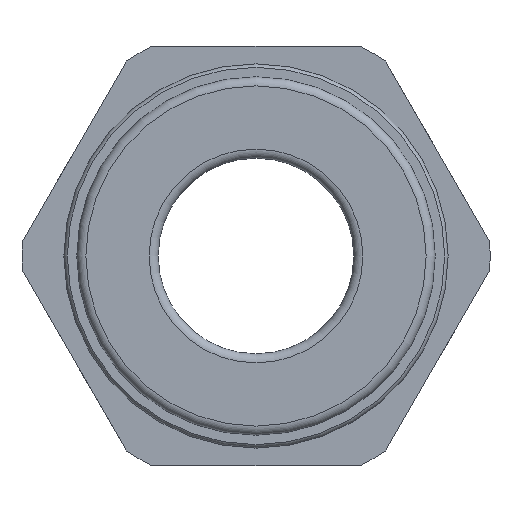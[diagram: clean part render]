
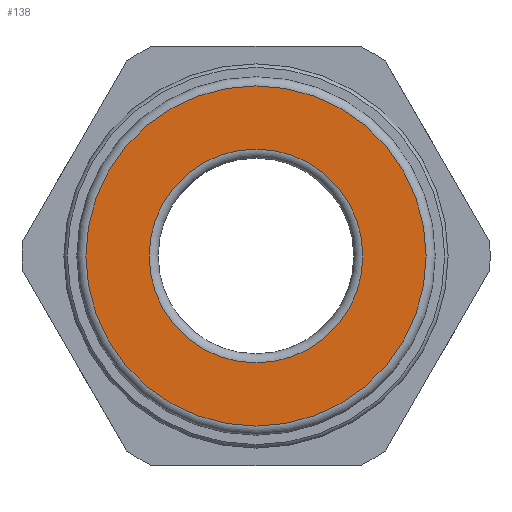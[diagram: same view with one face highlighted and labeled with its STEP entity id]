
A CAD part, left-side view. The second image highlights one B-rep face of the part: STEP entity #138.
In plain terms, the highlighted planar face has unit normal (-1, 0, 0).
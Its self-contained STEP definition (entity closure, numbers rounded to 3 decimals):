
#138 = ADVANCED_FACE( '', ( #335, #336 ), #337, .T. );
#335 = FACE_BOUND( '', #602, .T. );
#336 = FACE_OUTER_BOUND( '', #603, .T. );
#337 = PLANE( '', #604 );
#602 = EDGE_LOOP( '', ( #936 ) );
#603 = EDGE_LOOP( '', ( #937 ) );
#604 = AXIS2_PLACEMENT_3D( '', #938, #939, #940 );
#936 = ORIENTED_EDGE( '', *, *, #1477, .T. );
#937 = ORIENTED_EDGE( '', *, *, #1541, .F. );
#938 = CARTESIAN_POINT( '', ( 0., 24.35, 0. ) );
#939 = DIRECTION( '', ( -1., 0., 0. ) );
#940 = DIRECTION( '', ( 0., 0., 1. ) );
#1477 = EDGE_CURVE( '', #1739, #1739, #1740, .T. );
#1541 = EDGE_CURVE( '', #1847, #1847, #1848, .T. );
#1739 = VERTEX_POINT( '', #2137 );
#1740 = CIRCLE( '', #2138, 15.3 );
#1847 = VERTEX_POINT( '', #2313 );
#1848 = CIRCLE( '', #2314, 24.35 );
#2137 = CARTESIAN_POINT( '', ( 0., 0., -15.3 ) );
#2138 = AXIS2_PLACEMENT_3D( '', #2687, #2688, #2689 );
#2313 = CARTESIAN_POINT( '', ( 0., 0., -24.35 ) );
#2314 = AXIS2_PLACEMENT_3D( '', #2766, #2767, #2768 );
#2687 = CARTESIAN_POINT( '', ( 0., 0., 0. ) );
#2688 = DIRECTION( '', ( 1., 0., 0. ) );
#2689 = DIRECTION( '', ( 0., 0., -1. ) );
#2766 = CARTESIAN_POINT( '', ( 0., 0., 0. ) );
#2767 = DIRECTION( '', ( 1., 0., 0. ) );
#2768 = DIRECTION( '', ( 0., 0., -1. ) );
